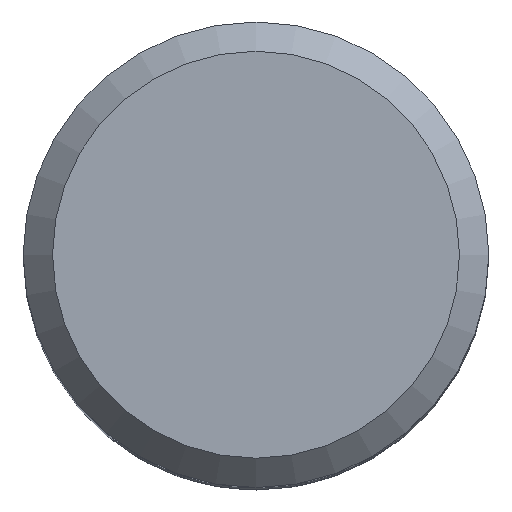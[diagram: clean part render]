
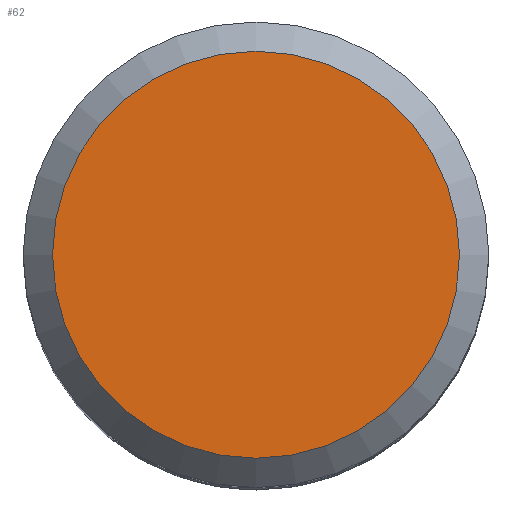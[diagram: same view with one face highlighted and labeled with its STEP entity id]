
A CAD part, top view. The second image highlights one B-rep face of the part: STEP entity #62.
In plain terms, the highlighted planar face has unit normal (0, 0, 1).
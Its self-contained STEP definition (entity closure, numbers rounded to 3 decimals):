
#43=PLANE('',#226);
#49=FACE_OUTER_BOUND('',#103,.T.);
#62=ADVANCED_FACE('',(#49),#43,.T.);
#103=EDGE_LOOP('',(#124));
#124=ORIENTED_EDGE('',*,*,#160,.F.);
#148=VERTEX_POINT('',#331);
#160=EDGE_CURVE('',#148,#148,#169,.T.);
#169=CIRCLE('',#225,6.938);
#225=AXIS2_PLACEMENT_3D('',#330,#265,#266);
#226=AXIS2_PLACEMENT_3D('',#332,#267,#268);
#265=DIRECTION('',(0.,0.,-1.));
#266=DIRECTION('',(-1.,0.,0.));
#267=DIRECTION('',(0.,0.,1.));
#268=DIRECTION('',(1.,0.,0.));
#330=CARTESIAN_POINT('',(0.,0.,0.));
#331=CARTESIAN_POINT('',(-6.938,0.,0.));
#332=CARTESIAN_POINT('',(-6.938,0.,0.));
